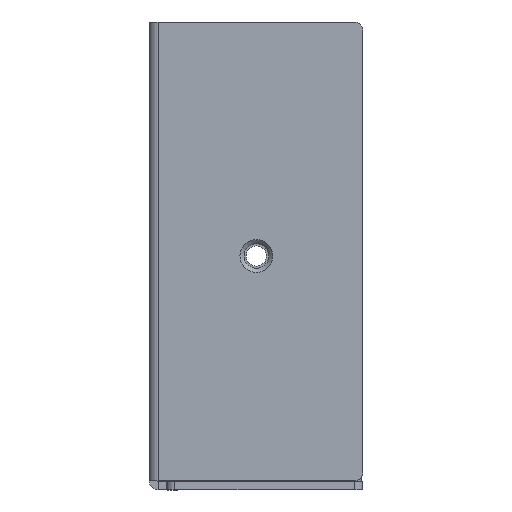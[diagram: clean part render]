
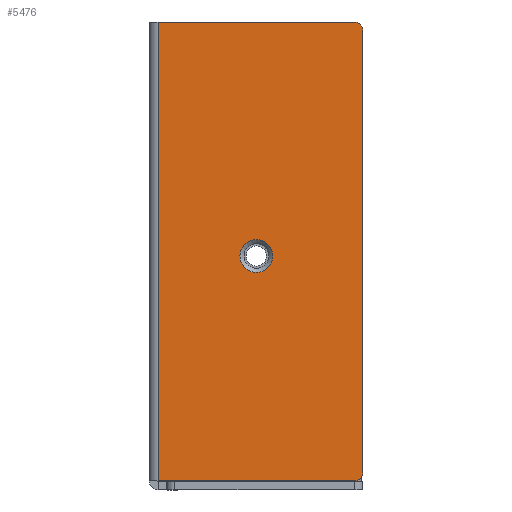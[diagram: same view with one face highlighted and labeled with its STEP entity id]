
A CAD part, left-side view. The second image highlights one B-rep face of the part: STEP entity #5476.
In plain terms, the highlighted face is planar.
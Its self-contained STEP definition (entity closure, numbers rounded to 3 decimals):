
#340=FACE_BOUND('',#1221,.T.);
#494=PLANE('',#5957);
#807=FACE_OUTER_BOUND('',#1220,.T.);
#1220=EDGE_LOOP('',(#4984,#4985,#4986,#4987,#4988,#4989));
#1221=EDGE_LOOP('',(#4990));
#1650=LINE('',#11478,#2103);
#1654=LINE('',#11484,#2107);
#1657=LINE('',#11490,#2110);
#1680=LINE('',#11554,#2133);
#2103=VECTOR('',#7129,0.54);
#2107=VECTOR('',#7135,10.);
#2110=VECTOR('',#7140,10.);
#2133=VECTOR('',#7205,10.);
#2249=CIRCLE('',#5753,2.);
#2302=CIRCLE('',#5922,1.);
#2304=CIRCLE('',#5925,1.);
#2487=VERTEX_POINT('',#7824);
#2795=VERTEX_POINT('',#11462);
#2796=VERTEX_POINT('',#11464);
#2799=VERTEX_POINT('',#11471);
#2800=VERTEX_POINT('',#11473);
#2801=VERTEX_POINT('',#11477);
#2804=VERTEX_POINT('',#11488);
#3079=EDGE_CURVE('',#2487,#2487,#2249,.T.);
#3508=EDGE_CURVE('',#2796,#2795,#2302,.T.);
#3512=EDGE_CURVE('',#2800,#2799,#2304,.T.);
#3514=EDGE_CURVE('',#2796,#2801,#1650,.T.);
#3518=EDGE_CURVE('',#2800,#2795,#1654,.T.);
#3521=EDGE_CURVE('',#2804,#2799,#1657,.T.);
#3552=EDGE_CURVE('',#2804,#2801,#1680,.T.);
#4984=ORIENTED_EDGE('',*,*,#3508,.T.);
#4985=ORIENTED_EDGE('',*,*,#3518,.F.);
#4986=ORIENTED_EDGE('',*,*,#3512,.T.);
#4987=ORIENTED_EDGE('',*,*,#3521,.F.);
#4988=ORIENTED_EDGE('',*,*,#3552,.T.);
#4989=ORIENTED_EDGE('',*,*,#3514,.F.);
#4990=ORIENTED_EDGE('',*,*,#3079,.T.);
#5476=ADVANCED_FACE('',(#807,#340),#494,.T.);
#5753=AXIS2_PLACEMENT_3D('',#7825,#6538,#6539);
#5922=AXIS2_PLACEMENT_3D('',#11465,#7116,#7117);
#5925=AXIS2_PLACEMENT_3D('',#11474,#7124,#7125);
#5957=AXIS2_PLACEMENT_3D('',#11567,#7223,#7224);
#6538=DIRECTION('center_axis',(0.,0.,
-1.));
#6539=DIRECTION('ref_axis',(-1.,0.,0.));
#7116=DIRECTION('center_axis',(0.,0.,
1.));
#7117=DIRECTION('ref_axis',(0.,1.,0.));
#7124=DIRECTION('center_axis',(0.,0.,
1.));
#7125=DIRECTION('ref_axis',(-1.,0.,0.));
#7129=DIRECTION('',(0.,1.,0.));
#7135=DIRECTION('',(-1.,0.,0.));
#7140=DIRECTION('',(0.,-1.,0.));
#7205=DIRECTION('',(-1.,0.,0.));
#7223=DIRECTION('center_axis',(0.,0.,
1.));
#7224=DIRECTION('ref_axis',(0.,-1.,0.));
#7824=CARTESIAN_POINT('',(-2.,-12.05,47.5));
#7825=CARTESIAN_POINT('Origin',(0.,-12.05,
47.5));
#11462=CARTESIAN_POINT('',(-26.4,-25.,47.5));
#11464=CARTESIAN_POINT('',(-27.4,-24.,47.5));
#11465=CARTESIAN_POINT('Origin',(-26.4,-24.,47.5));
#11471=CARTESIAN_POINT('',(28.5,-24.,47.5));
#11473=CARTESIAN_POINT('',(27.5,-25.,47.5));
#11474=CARTESIAN_POINT('Origin',(27.5,-24.,47.5));
#11477=CARTESIAN_POINT('',(-27.4,-0.1,47.5));
#11478=CARTESIAN_POINT('',(-27.4,1.596,47.5));
#11484=CARTESIAN_POINT('',(28.5,-25.,47.5));
#11488=CARTESIAN_POINT('',(28.5,-0.1,47.5));
#11490=CARTESIAN_POINT('',(28.5,-0.1,47.5));
#11554=CARTESIAN_POINT('',(0.55,-0.1,47.5));
#11567=CARTESIAN_POINT('Origin',(0.55,-12.126,47.5));
